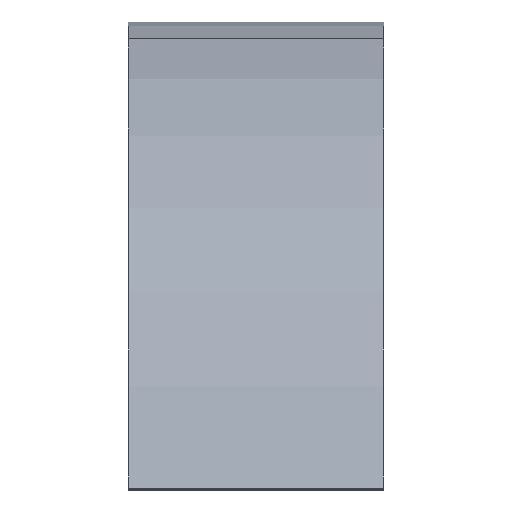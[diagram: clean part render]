
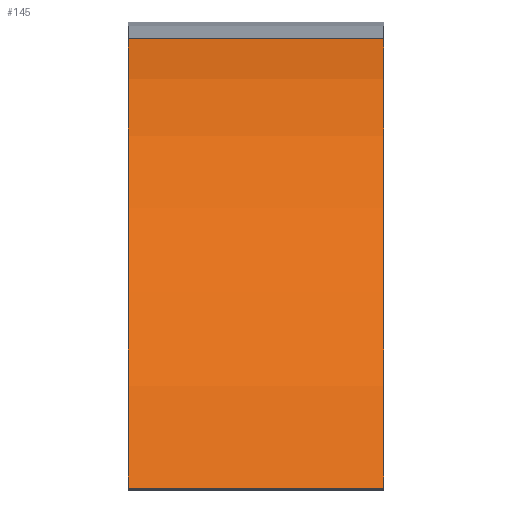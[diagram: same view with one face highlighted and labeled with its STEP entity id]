
A CAD part, top view. The second image highlights one B-rep face of the part: STEP entity #145.
In plain terms, the highlighted cylindrical face has radius 12.7 mm (diameter 25.4 mm), a partial arc.
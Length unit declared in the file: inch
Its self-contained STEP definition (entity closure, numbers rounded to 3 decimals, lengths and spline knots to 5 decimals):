
#4 = DIRECTION ( 'NONE',  ( 1., 0., 0. ) ) ;
#14 = DIRECTION ( 'NONE',  ( -1., 0., 0. ) ) ;
#17 = CARTESIAN_POINT ( 'NONE',  ( 0.2, 0.35265, -0.33632 ) ) ;
#19 = LINE ( 'NONE', #260, #48 ) ;
#36 = VERTEX_POINT ( 'NONE', #164 ) ;
#48 = VECTOR ( 'NONE', #14, 39.37008 ) ;
#50 = EDGE_CURVE ( 'NONE', #36, #60, #76, .T. ) ;
#51 = DIRECTION ( 'NONE',  ( 1., 0., 0. ) ) ;
#58 = ORIENTED_EDGE ( 'NONE', *, *, #224, .F. ) ;
#60 = VERTEX_POINT ( 'NONE', #128 ) ;
#63 = CARTESIAN_POINT ( 'NONE',  ( 0., 0., 0. ) ) ;
#64 = AXIS2_PLACEMENT_3D ( 'NONE', #149, #216, #282 ) ;
#76 = LINE ( 'NONE', #17, #112 ) ;
#78 = ORIENTED_EDGE ( 'NONE', *, *, #50, .T. ) ;
#97 = DIRECTION ( 'NONE',  ( 0., 0., -1. ) ) ;
#112 = VECTOR ( 'NONE', #238, 39.37008 ) ;
#126 = CIRCLE ( 'NONE', #155, 0.5 ) ;
#128 = CARTESIAN_POINT ( 'NONE',  ( 0., 0.35265, -0.33632 ) ) ;
#129 = CARTESIAN_POINT ( 'NONE',  ( 0.2, 0., 0. ) ) ;
#145 = ADVANCED_FACE ( 'NONE', ( #247 ), #270, .T. ) ;
#149 = CARTESIAN_POINT ( 'NONE',  ( 0., -0.125, -0.48412 ) ) ;
#155 = AXIS2_PLACEMENT_3D ( 'NONE', #255, #4, #160 ) ;
#160 = DIRECTION ( 'NONE',  ( 0., 0., 1. ) ) ;
#164 = CARTESIAN_POINT ( 'NONE',  ( 0.2, 0.35265, -0.33632 ) ) ;
#175 = EDGE_CURVE ( 'NONE', #36, #211, #126, .T. ) ;
#190 = EDGE_LOOP ( 'NONE', ( #217, #78, #58, #227 ) ) ;
#206 = CARTESIAN_POINT ( 'NONE',  ( 0.2, -0.125, -0.48412 ) ) ;
#211 = VERTEX_POINT ( 'NONE', #129 ) ;
#216 = DIRECTION ( 'NONE',  ( -1., 0., 0. ) ) ;
#217 = ORIENTED_EDGE ( 'NONE', *, *, #175, .F. ) ;
#224 = EDGE_CURVE ( 'NONE', #276, #60, #240, .T. ) ;
#227 = ORIENTED_EDGE ( 'NONE', *, *, #245, .F. ) ;
#236 = AXIS2_PLACEMENT_3D ( 'NONE', #206, #51, #97 ) ;
#238 = DIRECTION ( 'NONE',  ( -1., 0., 0. ) ) ;
#240 = CIRCLE ( 'NONE', #64, 0.5 ) ;
#245 = EDGE_CURVE ( 'NONE', #211, #276, #19, .T. ) ;
#247 = FACE_OUTER_BOUND ( 'NONE', #190, .T. ) ;
#255 = CARTESIAN_POINT ( 'NONE',  ( 0.2, -0.125, -0.48412 ) ) ;
#260 = CARTESIAN_POINT ( 'NONE',  ( 0.2, 0., 0. ) ) ;
#270 = CYLINDRICAL_SURFACE ( 'NONE', #236, 0.5 ) ;
#276 = VERTEX_POINT ( 'NONE', #63 ) ;
#282 = DIRECTION ( 'NONE',  ( 0., 0., 1. ) ) ;
